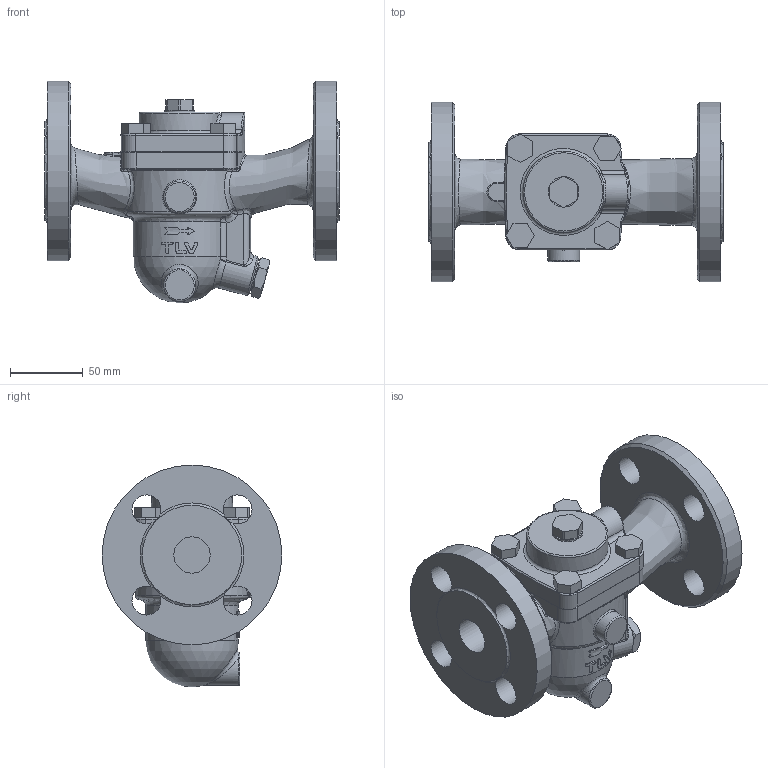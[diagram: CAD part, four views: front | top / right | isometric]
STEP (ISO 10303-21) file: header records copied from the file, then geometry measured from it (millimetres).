
FILE_DESCRIPTION(/* description */ (''),/* implementation_level */ '2;1');
FILE_NAME(/* name */ 'j3x00-025-a0250-01.stp',/* time_stamp */ '2018-01-26T09:13:50+09:00',/* author */ ('nakaot'),/* organization */ (''),/* preprocessor_version */ 'ST-DEVELOPER v15.6',/* originating_system */ 'Autodesk Inventor 2015',/* authorisation */ '');
FILE_SCHEMA (('CONFIG_CONTROL_DESIGN'));
Length unit declared in the file: millimetre
Products named in the file (1): j3x00-025-a0250-01
Bounding box: 203 x 124 x 153 mm (x, y, z)
Volume: 1036471.2 mm3; surface area: 127801.5 mm2
Topology: 1 solids, 1 shells, 327 faces, 834 edges, 511 vertices
Faces by surface type: plane 125, bspline 90, cylinder 61, torus 34, cone 16, sphere 1
Full cylindrical faces by diameter (mm): 7.95 x1, 20 x8, 21 x2, 22 x1, 25 x2, 28 x1, 45 x1, 124 x2
Entity records: 14336 total; most frequent: CARTESIAN_POINT 7224, ORIENTED_EDGE 1564, DIRECTION 1296, EDGE_CURVE 782, AXIS2_PLACEMENT_3D 517, VERTEX_POINT 493, EDGE_LOOP 379, FACE_OUTER_BOUND 327
